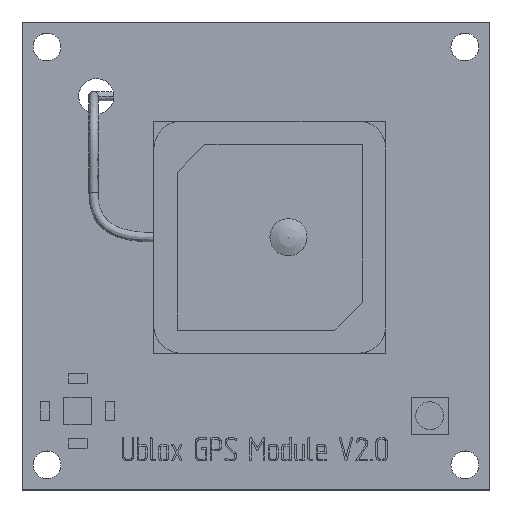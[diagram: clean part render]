
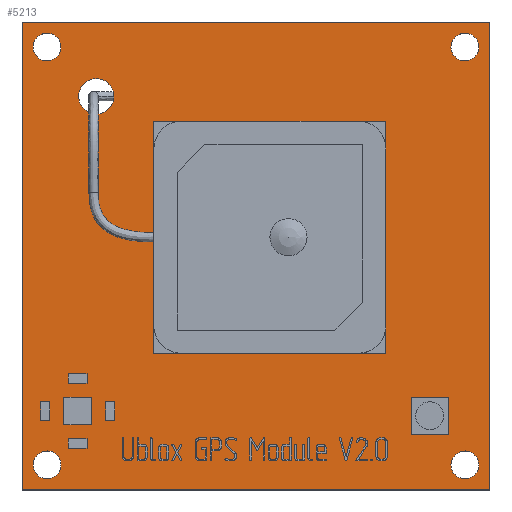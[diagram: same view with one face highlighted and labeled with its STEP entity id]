
A CAD part, top view. The second image highlights one B-rep face of the part: STEP entity #5213.
In plain terms, the highlighted planar face has unit normal (0, 0, 1).
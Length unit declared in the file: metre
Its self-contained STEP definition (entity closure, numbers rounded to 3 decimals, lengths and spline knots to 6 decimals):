
#4842=VERTEX_POINT('',#4843);
#4843=CARTESIAN_POINT('',(-0.0252,0.0252,0.0016));
#4849=EDGE_CURVE('',#4842,#4850,#4852,.T.);
#4850=VERTEX_POINT('',#4851);
#4851=CARTESIAN_POINT('',(0.0252,0.0252,0.0016));
#4852=LINE('',#4853,#4854);
#4853=CARTESIAN_POINT('',(-0.0252,0.0252,0.0016));
#4854=VECTOR('',#4855,1.0);
#4855=DIRECTION('',(1.0,0.,0.0));
#4888=EDGE_CURVE('',#4850,#4889,#4891,.T.);
#4889=VERTEX_POINT('',#4890);
#4890=CARTESIAN_POINT('',(0.0252,-0.0252,0.0016));
#4891=LINE('',#4892,#4893);
#4892=CARTESIAN_POINT('',(0.0252,0.0252,0.0016));
#4893=VECTOR('',#4894,1.0);
#4894=DIRECTION('',(0.,-1.0,0.0));
#4927=EDGE_CURVE('',#4889,#4928,#4930,.T.);
#4928=VERTEX_POINT('',#4929);
#4929=CARTESIAN_POINT('',(-0.0252,-0.0252,0.0016));
#4930=LINE('',#4931,#4932);
#4931=CARTESIAN_POINT('',(0.0252,-0.0252,0.0016));
#4932=VECTOR('',#4933,1.0);
#4933=DIRECTION('',(-1.0,0.,0.0));
#4970=VERTEX_POINT('',#4971);
#4971=CARTESIAN_POINT('',(0.021,0.0225,0.0016));
#4977=CARTESIAN_POINT('',(0.021,0.0225,0.0016));
#4978=EDGE_CURVE('',#4970,#4970,#4979,.T.);
#4979=(B_SPLINE_CURVE(3,(#4977,#4980,#4981,#4982,#4983,#4984,#4985),
  .UNSPECIFIED.,.T.,.U.)B_SPLINE_CURVE_WITH_KNOTS((4,3,4),(0.0,0.5,1.0),
  .UNSPECIFIED.)BOUNDED_CURVE()CURVE()GEOMETRIC_REPRESENTATION_ITEM()RATIONAL_B_SPLINE_CURVE(
  (1.0,0.333,0.333,1.0,0.333,
  0.333,1.0))REPRESENTATION_ITEM(''));
#4980=CARTESIAN_POINT('',(0.021,0.0255,0.0016));
#4981=CARTESIAN_POINT('',(0.024,0.0255,0.0016));
#4982=CARTESIAN_POINT('',(0.024,0.0225,0.0016));
#4983=CARTESIAN_POINT('',(0.024,0.0195,0.0016));
#4984=CARTESIAN_POINT('',(0.021,0.0195,0.0016));
#4985=CARTESIAN_POINT('',(0.021,0.0225,0.0016));
#5017=VERTEX_POINT('',#5018);
#5018=CARTESIAN_POINT('',(0.021,-0.0225,0.0016));
#5024=CARTESIAN_POINT('',(0.021,-0.0225,0.0016));
#5025=EDGE_CURVE('',#5017,#5017,#5026,.T.);
#5026=(B_SPLINE_CURVE(3,(#5024,#5027,#5028,#5029,#5030,#5031,#5032),
  .UNSPECIFIED.,.T.,.U.)B_SPLINE_CURVE_WITH_KNOTS((4,3,4),(0.0,0.5,1.0),
  .UNSPECIFIED.)BOUNDED_CURVE()CURVE()GEOMETRIC_REPRESENTATION_ITEM()RATIONAL_B_SPLINE_CURVE(
  (1.0,0.333,0.333,1.0,0.333,
  0.333,1.0))REPRESENTATION_ITEM(''));
#5027=CARTESIAN_POINT('',(0.021,-0.0195,0.0016));
#5028=CARTESIAN_POINT('',(0.024,-0.0195,0.0016));
#5029=CARTESIAN_POINT('',(0.024,-0.0225,0.0016));
#5030=CARTESIAN_POINT('',(0.024,-0.0255,0.0016));
#5031=CARTESIAN_POINT('',(0.021,-0.0255,0.0016));
#5032=CARTESIAN_POINT('',(0.021,-0.0225,0.0016));
#5064=VERTEX_POINT('',#5065);
#5065=CARTESIAN_POINT('',(-0.024,-0.0225,0.0016));
#5071=CARTESIAN_POINT('',(-0.024,-0.0225,0.0016));
#5072=EDGE_CURVE('',#5064,#5064,#5073,.T.);
#5073=(B_SPLINE_CURVE(3,(#5071,#5074,#5075,#5076,#5077,#5078,#5079),
  .UNSPECIFIED.,.T.,.U.)B_SPLINE_CURVE_WITH_KNOTS((4,3,4),(0.0,0.5,1.0),
  .UNSPECIFIED.)BOUNDED_CURVE()CURVE()GEOMETRIC_REPRESENTATION_ITEM()RATIONAL_B_SPLINE_CURVE(
  (1.0,0.333,0.333,1.0,0.333,
  0.333,1.0))REPRESENTATION_ITEM(''));
#5074=CARTESIAN_POINT('',(-0.024,-0.0195,0.0016));
#5075=CARTESIAN_POINT('',(-0.021,-0.0195,0.0016));
#5076=CARTESIAN_POINT('',(-0.021,-0.0225,0.0016));
#5077=CARTESIAN_POINT('',(-0.021,-0.0255,0.0016));
#5078=CARTESIAN_POINT('',(-0.024,-0.0255,0.0016));
#5079=CARTESIAN_POINT('',(-0.024,-0.0225,0.0016));
#5111=VERTEX_POINT('',#5112);
#5112=CARTESIAN_POINT('',(-0.024,0.0225,0.0016));
#5118=CARTESIAN_POINT('',(-0.024,0.0225,0.0016));
#5119=EDGE_CURVE('',#5111,#5111,#5120,.T.);
#5120=(B_SPLINE_CURVE(3,(#5118,#5121,#5122,#5123,#5124,#5125,#5126),
  .UNSPECIFIED.,.T.,.U.)B_SPLINE_CURVE_WITH_KNOTS((4,3,4),(0.0,0.5,1.0),
  .UNSPECIFIED.)BOUNDED_CURVE()CURVE()GEOMETRIC_REPRESENTATION_ITEM()RATIONAL_B_SPLINE_CURVE(
  (1.0,0.333,0.333,1.0,0.333,
  0.333,1.0))REPRESENTATION_ITEM(''));
#5121=CARTESIAN_POINT('',(-0.024,0.0255,0.0016));
#5122=CARTESIAN_POINT('',(-0.021,0.0255,0.0016));
#5123=CARTESIAN_POINT('',(-0.021,0.0225,0.0016));
#5124=CARTESIAN_POINT('',(-0.021,0.0195,0.0016));
#5125=CARTESIAN_POINT('',(-0.024,0.0195,0.0016));
#5126=CARTESIAN_POINT('',(-0.024,0.0225,0.0016));
#5158=VERTEX_POINT('',#5159);
#5159=CARTESIAN_POINT('',(-0.0191,0.0172,0.0016));
#5165=CARTESIAN_POINT('',(-0.0191,0.0172,0.0016));
#5166=EDGE_CURVE('',#5158,#5158,#5167,.T.);
#5167=(B_SPLINE_CURVE(3,(#5165,#5168,#5169,#5170,#5171,#5172,#5173),
  .UNSPECIFIED.,.T.,.U.)B_SPLINE_CURVE_WITH_KNOTS((4,3,4),(0.0,0.5,1.0),
  .UNSPECIFIED.)BOUNDED_CURVE()CURVE()GEOMETRIC_REPRESENTATION_ITEM()RATIONAL_B_SPLINE_CURVE(
  (1.0,0.333,0.333,1.0,0.333,
  0.333,1.0))REPRESENTATION_ITEM(''));
#5168=CARTESIAN_POINT('',(-0.0191,0.021,0.0016));
#5169=CARTESIAN_POINT('',(-0.0153,0.021,0.0016));
#5170=CARTESIAN_POINT('',(-0.0153,0.0172,0.0016));
#5171=CARTESIAN_POINT('',(-0.0153,0.0134,0.0016));
#5172=CARTESIAN_POINT('',(-0.0191,0.0134,0.0016));
#5173=CARTESIAN_POINT('',(-0.0191,0.0172,0.0016));
#5199=EDGE_CURVE('',#4928,#4842,#5200,.T.);
#5200=LINE('',#5201,#5202);
#5201=CARTESIAN_POINT('',(-0.0252,-0.0252,0.0016));
#5202=VECTOR('',#5203,1.0);
#5203=DIRECTION('',(0.,1.0,0.0));
#5213=ADVANCED_FACE('',(#5219,#5222,#5225,#5228,#5231,#5234),#5214,.F.);
#5214=PLANE('',#5215);
#5215=AXIS2_PLACEMENT_3D('',#5216,#5217,#5218);
#5216=CARTESIAN_POINT('',(0.0,0.0,0.0016));
#5217=DIRECTION('',(0.0,0.0,-1.0));
#5218=DIRECTION('',(0.0,-1.0,0.0));
#5219=FACE_BOUND('',#5220,.T.);
#5220=EDGE_LOOP('',(#5221));
#5221=ORIENTED_EDGE('',*,*,#5166,.T.);
#5222=FACE_BOUND('',#5223,.T.);
#5223=EDGE_LOOP('',(#5224));
#5224=ORIENTED_EDGE('',*,*,#5119,.T.);
#5225=FACE_BOUND('',#5226,.T.);
#5226=EDGE_LOOP('',(#5227));
#5227=ORIENTED_EDGE('',*,*,#5072,.T.);
#5228=FACE_BOUND('',#5229,.T.);
#5229=EDGE_LOOP('',(#5230));
#5230=ORIENTED_EDGE('',*,*,#5025,.T.);
#5231=FACE_BOUND('',#5232,.T.);
#5232=EDGE_LOOP('',(#5233));
#5233=ORIENTED_EDGE('',*,*,#4978,.T.);
#5234=FACE_OUTER_BOUND('',#5235,.T.);
#5235=EDGE_LOOP('',(#5236,#5237,#5238,#5239));
#5236=ORIENTED_EDGE('',*,*,#4849,.F.);
#5237=ORIENTED_EDGE('',*,*,#5199,.F.);
#5238=ORIENTED_EDGE('',*,*,#4927,.F.);
#5239=ORIENTED_EDGE('',*,*,#4888,.F.);
